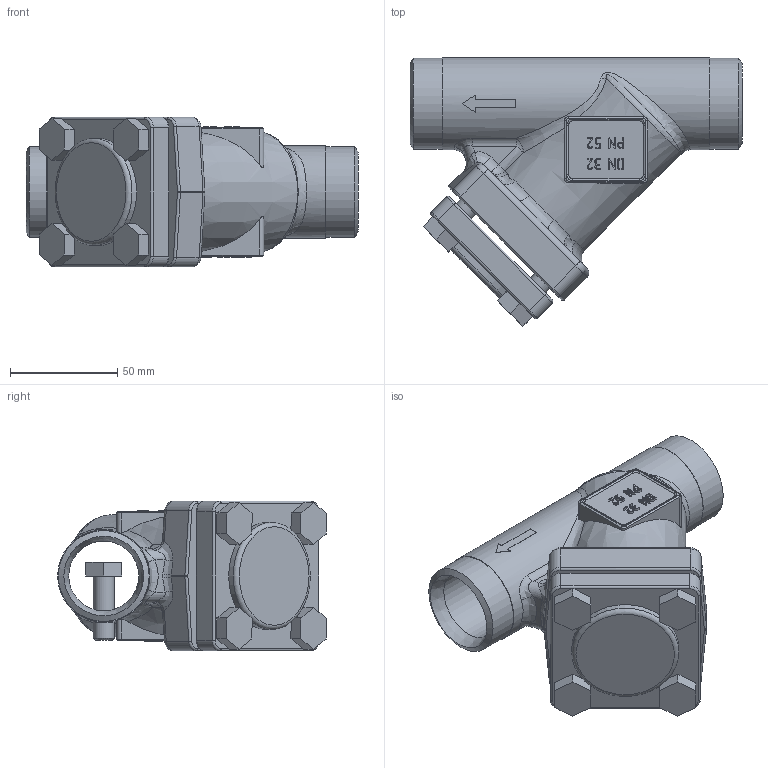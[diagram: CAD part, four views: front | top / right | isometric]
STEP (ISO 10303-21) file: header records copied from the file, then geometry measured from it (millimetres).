
FILE_DESCRIPTION(('TFLEX Exchange Step'),'2;1');
FILE_NAME('148B5032R.stp', '2024-09-04T13:29:12+03:00',('RUCO2978'),('Unknown organisation'),'TFLEX Exchange 2022.1','T-FLEX CAD','Unknown authorisation');
FILE_SCHEMA( ('AP242_MANAGED_MODEL_BASED_3D_ENGINEERING_MIM_LF {1 0 10303 442 1 1 4 }') );
Length unit declared in the file: millimetre
Products named in the file (3): Болт 1; Крышка CHV 32; Корпус 32 D STR
Assembly tree (5 placements, depth 3):
  Корпус 32 D STR
    Крышка CHV 32
      Болт 1  x4
Bounding box: 155 x 125.42 x 70 mm (x, y, z)
Volume: 354247.1 mm3; surface area: 89261.7 mm2
Topology: 12 solids, 13 shells, 549 faces, 1419 edges, 912 vertices
Faces by surface type: plane 234, bspline 144, cylinder 92, torus 56, cone 18, sphere 5
Full cylindrical faces by diameter (mm): 9 x8, 10 x5, 32.6 x1, 38.544 x1, 42.4 x2, 42.6 x1, 43 x1, 50 x1
Entity records: 28684 total; most frequent: CARTESIAN_POINT 16860, ORIENTED_EDGE 2620, DIRECTION 2077, EDGE_CURVE 1310, VERTEX_POINT 840, AXIS2_PLACEMENT_3D 709, VECTOR 659, LINE 659
